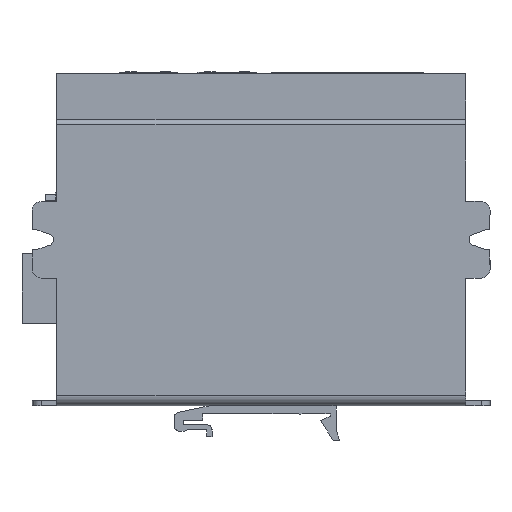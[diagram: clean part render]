
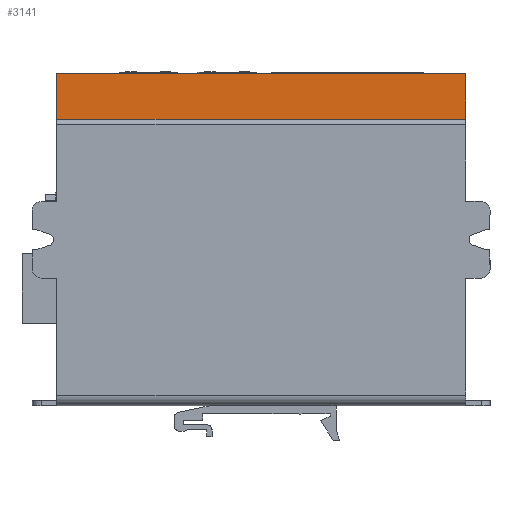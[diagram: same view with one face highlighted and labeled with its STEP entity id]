
A CAD part, left-side view. The second image highlights one B-rep face of the part: STEP entity #3141.
In plain terms, the highlighted planar face has unit normal (-1, 0, 0).
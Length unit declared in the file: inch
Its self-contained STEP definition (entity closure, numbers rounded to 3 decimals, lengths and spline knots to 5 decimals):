
#291 = LINE ( 'NONE', #3938, #17107 ) ;
#925 = LINE ( 'NONE', #14913, #3215 ) ;
#1164 = ORIENTED_EDGE ( 'NONE', *, *, #16215, .T. ) ;
#1724 = EDGE_CURVE ( 'NONE', #9028, #4658, #925, .T. ) ;
#2775 = DIRECTION ( 'NONE',  ( 0., 0., 1. ) ) ;
#2855 = FACE_OUTER_BOUND ( 'NONE', #14662, .T. ) ;
#3141 = ADVANCED_FACE ( 'NONE', ( #2855 ), #17165, .T. ) ;
#3215 = VECTOR ( 'NONE', #18607, 39.37008 ) ;
#3938 = CARTESIAN_POINT ( 'NONE',  ( 1.18383, -0.02859, 6.53267 ) ) ;
#4017 = DIRECTION ( 'NONE',  ( 0., -1., 0. ) ) ;
#4658 = VERTEX_POINT ( 'NONE', #23064 ) ;
#4823 = VERTEX_POINT ( 'NONE', #5511 ) ;
#5319 = AXIS2_PLACEMENT_3D ( 'NONE', #20697, #15232, #15394 ) ;
#5511 = CARTESIAN_POINT ( 'NONE',  ( 1.18383, 4.67141, 6.00767 ) ) ;
#5695 = EDGE_CURVE ( 'NONE', #11116, #9028, #291, .T. ) ;
#6906 = ORIENTED_EDGE ( 'NONE', *, *, #5695, .F. ) ;
#7743 = EDGE_CURVE ( 'NONE', #4823, #11116, #22653, .T. ) ;
#9028 = VERTEX_POINT ( 'NONE', #20210 ) ;
#11116 = VERTEX_POINT ( 'NONE', #17893 ) ;
#11258 = ORIENTED_EDGE ( 'NONE', *, *, #1724, .F. ) ;
#12708 = VECTOR ( 'NONE', #23713, 39.37008 ) ;
#14459 = CARTESIAN_POINT ( 'NONE',  ( 1.18383, 4.67141, 6.00767 ) ) ;
#14662 = EDGE_LOOP ( 'NONE', ( #6906, #19304, #1164, #11258 ) ) ;
#14913 = CARTESIAN_POINT ( 'NONE',  ( 1.18383, -0.02859, 2.71267 ) ) ;
#15232 = DIRECTION ( 'NONE',  ( -1., 0., 0. ) ) ;
#15394 = DIRECTION ( 'NONE',  ( 0., -1., 0. ) ) ;
#16215 = EDGE_CURVE ( 'NONE', #4823, #4658, #21622, .T. ) ;
#17107 = VECTOR ( 'NONE', #4017, 39.37008 ) ;
#17165 = PLANE ( 'NONE',  #5319 ) ;
#17893 = CARTESIAN_POINT ( 'NONE',  ( 1.18383, 4.67141, 6.53267 ) ) ;
#18607 = DIRECTION ( 'NONE',  ( 0., 0., -1. ) ) ;
#18748 = CARTESIAN_POINT ( 'NONE',  ( 1.18383, 4.67141, 2.71267 ) ) ;
#19304 = ORIENTED_EDGE ( 'NONE', *, *, #7743, .F. ) ;
#20210 = CARTESIAN_POINT ( 'NONE',  ( 1.18383, -0.02859, 6.53267 ) ) ;
#20697 = CARTESIAN_POINT ( 'NONE',  ( 1.18383, 4.67141, 2.71267 ) ) ;
#21622 = LINE ( 'NONE', #14459, #12708 ) ;
#21784 = VECTOR ( 'NONE', #2775, 39.37008 ) ;
#22653 = LINE ( 'NONE', #18748, #21784 ) ;
#23064 = CARTESIAN_POINT ( 'NONE',  ( 1.18383, -0.02859, 6.00767 ) ) ;
#23713 = DIRECTION ( 'NONE',  ( 0., -1., 0. ) ) ;
